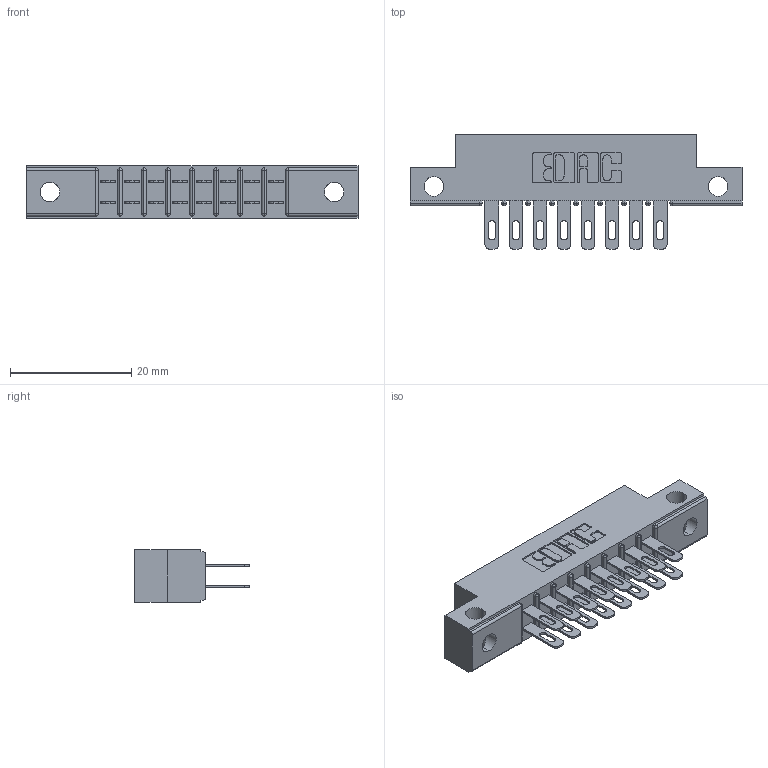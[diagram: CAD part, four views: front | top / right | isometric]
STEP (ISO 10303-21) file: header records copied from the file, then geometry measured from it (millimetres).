
FILE_DESCRIPTION (( 'STEP AP203' ), '1' );
FILE_NAME ('305-016-500-212.STEP', '2020-09-19T20:26:55', ( '' ), ( '' ), 'SwSTEP 2.0', 'SolidWorks 2020', '' );
FILE_SCHEMA (( 'CONFIG_CONTROL_DESIGN' ));
Length unit declared in the file: inch
Products named in the file (3): 305 Part_.128 Dia; 305-016-500-212; 305-290-001_500
Assembly tree (17 placements, depth 2):
  305-016-500-212
    305 Part_.128 Dia
    305-290-001_500  x16
Bounding box: 54.71 x 18.85 x 8.71 mm (x, y, z)
Volume: 3362.6 mm3; surface area: 5815.2 mm2
Topology: 17 solids, 17 shells, 928 faces, 2648 edges, 1716 vertices
Faces by surface type: plane 516, cylinder 380, sphere 32
Entity records: 13229 total; most frequent: CARTESIAN_POINT 2238, ORIENTED_EDGE 2172, DIRECTION 2134, EDGE_CURVE 1086, LINE 822, VECTOR 822, VERTEX_POINT 696, AXIS2_PLACEMENT_3D 656
